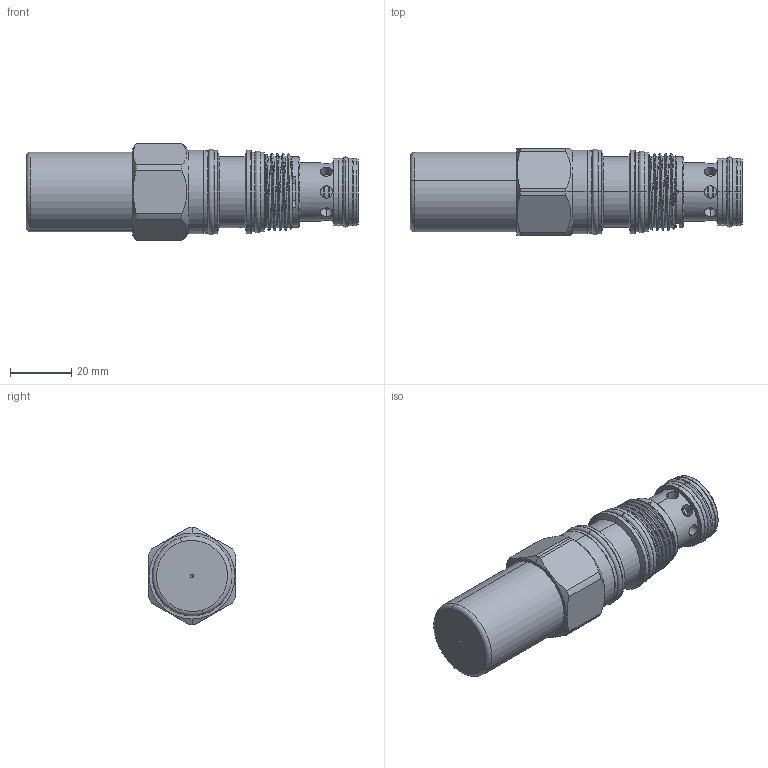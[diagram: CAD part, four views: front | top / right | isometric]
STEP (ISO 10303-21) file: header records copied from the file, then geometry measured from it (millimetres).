
FILE_DESCRIPTION (( 'STEP AP203' ), '1' );
FILE_NAME ('RV2A3B-C.STEP', '2020-03-24T06:38:16', ( '' ), ( '' ), 'SwSTEP 2.0', 'SolidWorks 2018', '' );
FILE_SCHEMA (( 'CONFIG_CONTROL_DESIGN' ));
Length unit declared in the file: millimetre
Products named in the file (1): RV2A3B-C
Bounding box: 108.77 x 28.57 x 31.8 mm (x, y, z)
Volume: 45386.3 mm3; surface area: 19755.4 mm2
Topology: 6 solids, 6 shells, 341 faces, 846 edges, 511 vertices
Faces by surface type: cylinder 191, plane 67, torus 38, cone 38, bspline 7
Entity records: 16122 total; most frequent: CARTESIAN_POINT 8194, ORIENTED_EDGE 1688, DIRECTION 1647, EDGE_CURVE 844, AXIS2_PLACEMENT_3D 710, VERTEX_POINT 511, EDGE_LOOP 377, CIRCLE 375
